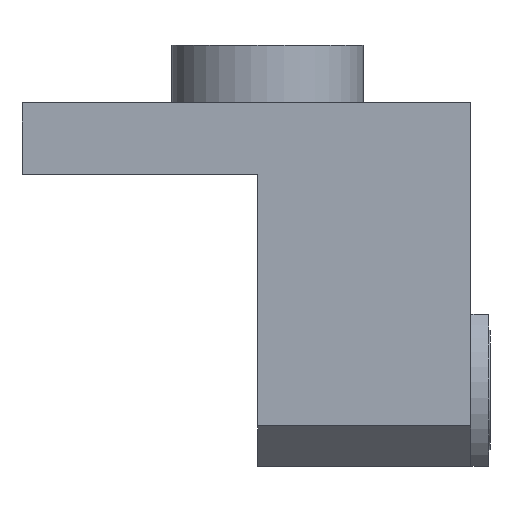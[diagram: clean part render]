
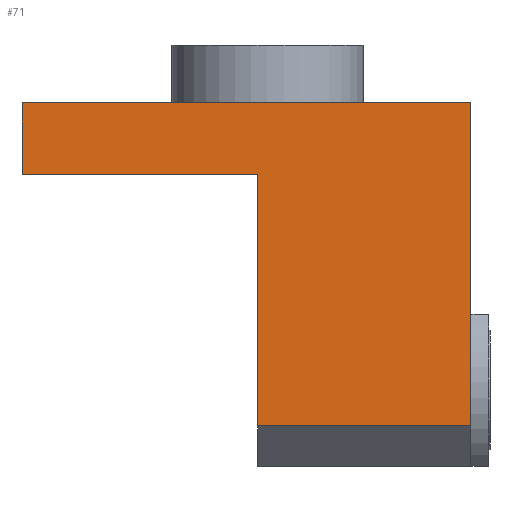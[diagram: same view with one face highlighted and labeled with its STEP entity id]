
A CAD part, front view. The second image highlights one B-rep face of the part: STEP entity #71.
In plain terms, the highlighted planar face has unit normal (0, -1, 0).
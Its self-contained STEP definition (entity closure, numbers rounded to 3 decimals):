
#49=FACE_OUTER_BOUND('',#164,.T.);
#71=ADVANCED_FACE('',(#49),#101,.F.);
#101=PLANE('',#555);
#164=EDGE_LOOP('',(#215,#216,#217,#218,#219,#220));
#215=ORIENTED_EDGE('',*,*,#382,.F.);
#216=ORIENTED_EDGE('',*,*,#383,.T.);
#217=ORIENTED_EDGE('',*,*,#384,.T.);
#218=ORIENTED_EDGE('',*,*,#367,.F.);
#219=ORIENTED_EDGE('',*,*,#373,.F.);
#220=ORIENTED_EDGE('',*,*,#385,.F.);
#323=VERTEX_POINT('',#760);
#324=VERTEX_POINT('',#761);
#328=VERTEX_POINT('',#771);
#337=VERTEX_POINT('',#792);
#338=VERTEX_POINT('',#793);
#339=VERTEX_POINT('',#795);
#367=EDGE_CURVE('',#323,#324,#429,.T.);
#373=EDGE_CURVE('',#328,#323,#434,.T.);
#382=EDGE_CURVE('',#337,#338,#436,.T.);
#383=EDGE_CURVE('',#337,#339,#437,.T.);
#384=EDGE_CURVE('',#339,#324,#438,.T.);
#385=EDGE_CURVE('',#338,#328,#439,.T.);
#429=LINE('',#759,#467);
#434=LINE('',#773,#472);
#436=LINE('',#791,#474);
#437=LINE('',#794,#475);
#438=LINE('',#796,#476);
#439=LINE('',#797,#477);
#467=VECTOR('',#607,1.);
#472=VECTOR('',#616,1.);
#474=VECTOR('',#636,1.);
#475=VECTOR('',#637,1.);
#476=VECTOR('',#638,1.);
#477=VECTOR('',#639,1.);
#555=AXIS2_PLACEMENT_3D('',#798,#640,#641);
#607=DIRECTION('',(1.,0.,0.));
#616=DIRECTION('',(0.,0.,1.));
#636=DIRECTION('',(0.,0.,1.));
#637=DIRECTION('',(1.,0.,0.));
#638=DIRECTION('',(0.,0.,1.));
#639=DIRECTION('',(-1.,0.,0.));
#640=DIRECTION('',(0.,1.,0.));
#641=DIRECTION('',(0.,0.,-1.));
#759=CARTESIAN_POINT('',(-102.5,-48.,0.));
#760=CARTESIAN_POINT('',(-102.5,-48.,0.));
#761=CARTESIAN_POINT('',(85.,-48.,0.));
#771=CARTESIAN_POINT('',(-102.5,-48.,-30.));
#773=CARTESIAN_POINT('',(-102.5,-48.,-135.));
#791=CARTESIAN_POINT('',(-4.,-48.,-135.));
#792=CARTESIAN_POINT('',(-4.,-48.,-135.));
#793=CARTESIAN_POINT('',(-4.,-48.,-30.));
#794=CARTESIAN_POINT('',(-102.5,-48.,-135.));
#795=CARTESIAN_POINT('',(85.,-48.,-135.));
#796=CARTESIAN_POINT('',(85.,-48.,-135.));
#797=CARTESIAN_POINT('',(-102.5,-48.,-30.));
#798=CARTESIAN_POINT('',(-102.5,-48.,-135.));
